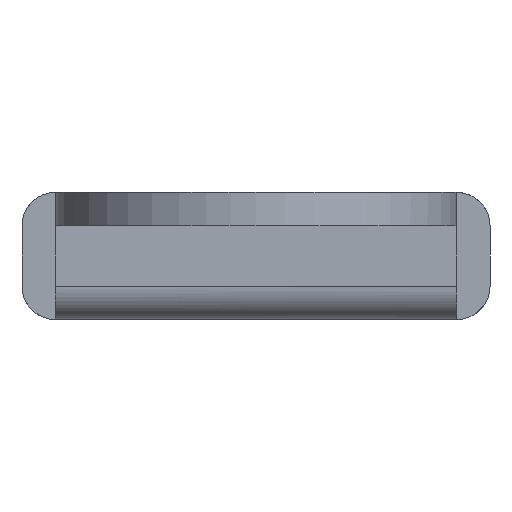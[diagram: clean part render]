
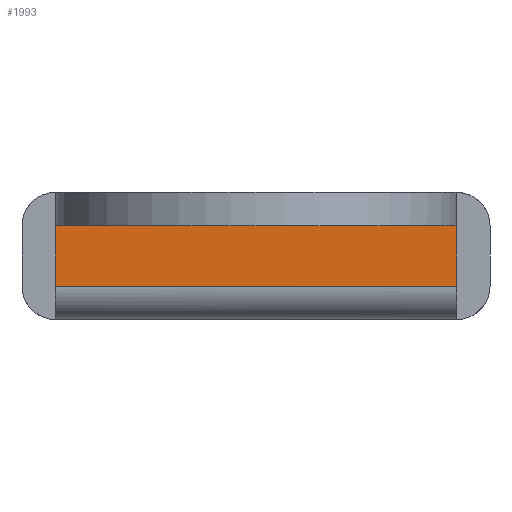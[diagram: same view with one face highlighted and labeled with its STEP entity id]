
A CAD part, left-side view. The second image highlights one B-rep face of the part: STEP entity #1993.
In plain terms, the highlighted free-form (B-spline) face has degree [1, 1] with [2, 2] control points.
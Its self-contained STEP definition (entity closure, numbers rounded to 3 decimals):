
#1192=CARTESIAN_POINT('',(-10.5,9.0,1.5));
#1193=VERTEX_POINT('',#1192);
#1214=CARTESIAN_POINT('',(-10.5,-9.0,1.5));
#1215=VERTEX_POINT('',#1214);
#1229=CARTESIAN_POINT('',(-10.5,9.0,1.5));
#1230=CARTESIAN_POINT('',(-10.5,-9.0,1.5));
#1231=QUASI_UNIFORM_CURVE('',1,(#1229,#1230),.UNSPECIFIED.,.F.,.U.);
#1232=EDGE_CURVE('',#1193,#1215,#1231,.T.);
#1800=CARTESIAN_POINT('',(-10.5,9.0,4.2));
#1801=VERTEX_POINT('',#1800);
#1807=CARTESIAN_POINT('',(-10.5,-9.0,4.2));
#1808=VERTEX_POINT('',#1807);
#1809=CARTESIAN_POINT('',(-10.5,9.0,4.2));
#1810=CARTESIAN_POINT('',(-10.5,-9.0,4.2));
#1811=QUASI_UNIFORM_CURVE('',1,(#1809,#1810),.UNSPECIFIED.,.F.,.U.);
#1812=EDGE_CURVE('',#1801,#1808,#1811,.T.);
#1974=CARTESIAN_POINT('',(-10.5,-9.899,4.335));
#1975=CARTESIAN_POINT('',(-10.5,-9.899,1.365));
#1976=CARTESIAN_POINT('',(-10.5,9.899,4.335));
#1977=CARTESIAN_POINT('',(-10.5,9.899,1.365));
#1978=B_SPLINE_SURFACE_WITH_KNOTS('',1,1,((#1974,#1976),(#1975,#1977)),.UNSPECIFIED.,.F.,.F.,.U.,(2,2),(2,2),(0.0,2.97),(0.0,19.798),.UNSPECIFIED.);
#1979=CARTESIAN_POINT('',(-10.5,9.0,1.5));
#1980=CARTESIAN_POINT('',(-10.5,9.0,4.2));
#1981=QUASI_UNIFORM_CURVE('',1,(#1979,#1980),.UNSPECIFIED.,.F.,.U.);
#1982=EDGE_CURVE('',#1193,#1801,#1981,.T.);
#1983=ORIENTED_EDGE('',*,*,#1982,.F.);
#1984=ORIENTED_EDGE('',*,*,#1232,.T.);
#1985=CARTESIAN_POINT('',(-10.5,-9.0,1.5));
#1986=CARTESIAN_POINT('',(-10.5,-9.0,4.2));
#1987=QUASI_UNIFORM_CURVE('',1,(#1985,#1986),.UNSPECIFIED.,.F.,.U.);
#1988=EDGE_CURVE('',#1215,#1808,#1987,.T.);
#1989=ORIENTED_EDGE('',*,*,#1988,.T.);
#1990=ORIENTED_EDGE('',*,*,#1812,.F.);
#1991=EDGE_LOOP('',(#1983,#1984,#1989,#1990));
#1992=FACE_OUTER_BOUND('',#1991,.T.);
#1993=ADVANCED_FACE('',(#1992),#1978,.F.);
